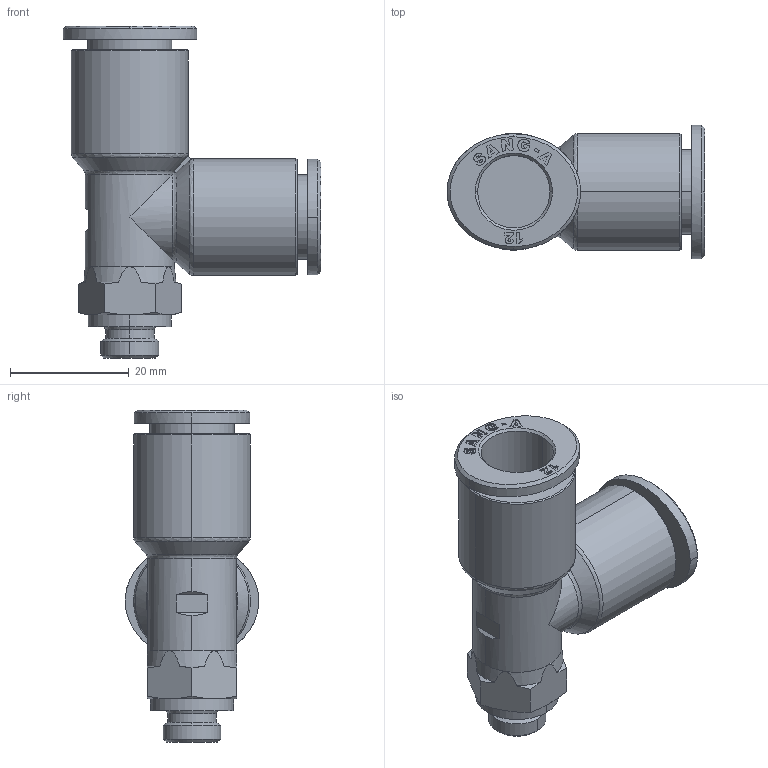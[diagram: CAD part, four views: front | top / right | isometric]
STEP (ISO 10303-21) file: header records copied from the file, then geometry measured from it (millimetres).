
FILE_DESCRIPTION (( 'STEP AP214' ), '1' );
FILE_NAME ('PST12-G01.stp', '2015-10-14T08:34:05', ( '' ), ( '' ), 'SwSTEP 2.0', 'SolidWorks 2015', '' );
FILE_SCHEMA (( 'AUTOMOTIVE_DESIGN' ));
Length unit declared in the file: millimetre
Products named in the file (2): PST12-G01; ｦ+ﾃｦ1
Assembly tree (1 placements, depth 2):
  PST12-G01
    ｦ+ﾃｦ1
Bounding box: 43.45 x 22.5 x 55.95 mm (x, y, z)
Volume: 13944.5 mm3; surface area: 7792.9 mm2
Topology: 1 solids, 1 shells, 782 faces, 2218 edges, 1466 vertices
Faces by surface type: plane 688, cone 43, cylinder 26, bspline 22, torus 3
Entity records: 27455 total; most frequent: CARTESIAN_POINT 6438, ORIENTED_EDGE 4432, DIRECTION 3742, EDGE_CURVE 2216, LINE 2002, VECTOR 2002, VERTEX_POINT 1466, AXIS2_PLACEMENT_3D 870
